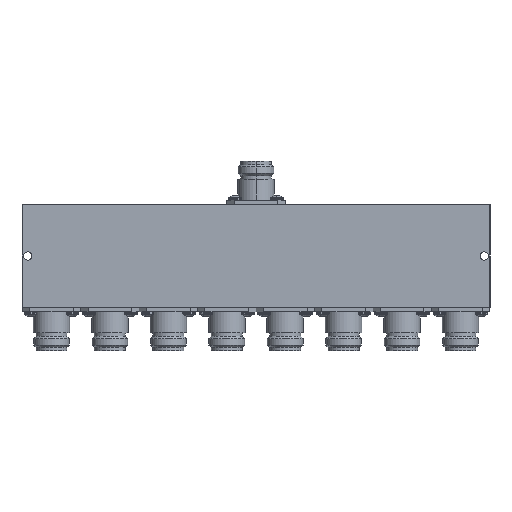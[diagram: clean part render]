
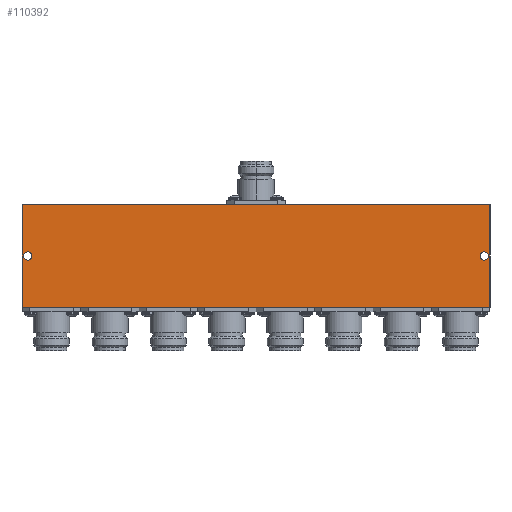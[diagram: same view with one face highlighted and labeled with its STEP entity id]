
A CAD part, front view. The second image highlights one B-rep face of the part: STEP entity #110392.
In plain terms, the highlighted planar face has unit normal (0, -1, 0).
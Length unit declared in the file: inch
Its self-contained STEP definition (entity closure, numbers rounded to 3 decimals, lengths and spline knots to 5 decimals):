
#1393 = ORIENTED_EDGE ( 'NONE', *, *, #24460, .F. ) ;
#1884 = DIRECTION ( 'NONE',  ( 0., 0., 1. ) ) ;
#2631 = LINE ( 'NONE', #83349, #72937 ) ;
#2763 = VERTEX_POINT ( 'NONE', #135573 ) ;
#5905 = FACE_BOUND ( 'NONE', #8798, .T. ) ;
#6255 = AXIS2_PLACEMENT_3D ( 'NONE', #109871, #39842, #86527 ) ;
#6969 = VERTEX_POINT ( 'NONE', #49144 ) ;
#7897 = CARTESIAN_POINT ( 'NONE',  ( -3.907, 0., -0.07 ) ) ;
#8798 = EDGE_LOOP ( 'NONE', ( #130917, #100500 ) ) ;
#9799 = DIRECTION ( 'NONE',  ( 0., 1., 0. ) ) ;
#14768 = AXIS2_PLACEMENT_3D ( 'NONE', #83314, #119394, #1884 ) ;
#23494 = EDGE_CURVE ( 'NONE', #75083, #30939, #65336, .T. ) ;
#24460 = EDGE_CURVE ( 'NONE', #6969, #31410, #35288, .T. ) ;
#26498 = EDGE_CURVE ( 'NONE', #2763, #94688, #63202, .T. ) ;
#30866 = EDGE_LOOP ( 'NONE', ( #137620, #96124 ) ) ;
#30939 = VERTEX_POINT ( 'NONE', #135009 ) ;
#31410 = VERTEX_POINT ( 'NONE', #87299 ) ;
#33263 = CIRCLE ( 'NONE', #126938, 0.07 ) ;
#35288 = LINE ( 'NONE', #72122, #55784 ) ;
#37261 = ORIENTED_EDGE ( 'NONE', *, *, #61555, .F. ) ;
#39842 = DIRECTION ( 'NONE',  ( 0., -1., 0. ) ) ;
#49144 = CARTESIAN_POINT ( 'NONE',  ( 4., 0., -0.875 ) ) ;
#49388 = DIRECTION ( 'NONE',  ( 0., 1., 0. ) ) ;
#51403 = CARTESIAN_POINT ( 'NONE',  ( -3.907, 0., 0. ) ) ;
#53257 = CARTESIAN_POINT ( 'NONE',  ( -4., 0., 0.875 ) ) ;
#53378 = FACE_OUTER_BOUND ( 'NONE', #130467, .T. ) ;
#55784 = VECTOR ( 'NONE', #60790, 39.37008 ) ;
#60739 = DIRECTION ( 'NONE',  ( 0., 0., -1. ) ) ;
#60790 = DIRECTION ( 'NONE',  ( -1., 0., 0. ) ) ;
#61555 = EDGE_CURVE ( 'NONE', #30939, #6969, #74266, .T. ) ;
#63202 = CIRCLE ( 'NONE', #125757, 0.07 ) ;
#65336 = LINE ( 'NONE', #53257, #117862 ) ;
#72122 = CARTESIAN_POINT ( 'NONE',  ( -4., 0., -0.875 ) ) ;
#72937 = VECTOR ( 'NONE', #129172, 39.37008 ) ;
#73901 = ORIENTED_EDGE ( 'NONE', *, *, #23494, .F. ) ;
#74266 = LINE ( 'NONE', #107422, #118930 ) ;
#74290 = EDGE_CURVE ( 'NONE', #31410, #75083, #2631, .T. ) ;
#74349 = VERTEX_POINT ( 'NONE', #7897 ) ;
#74486 = PLANE ( 'NONE',  #6255 ) ;
#75083 = VERTEX_POINT ( 'NONE', #132664 ) ;
#76046 = CARTESIAN_POINT ( 'NONE',  ( -3.907, 0., 0. ) ) ;
#78540 = AXIS2_PLACEMENT_3D ( 'NONE', #76046, #146700, #124955 ) ;
#80590 = DIRECTION ( 'NONE',  ( 0., 0., 1. ) ) ;
#80865 = VERTEX_POINT ( 'NONE', #83568 ) ;
#83314 = CARTESIAN_POINT ( 'NONE',  ( 3.907, 0., 0. ) ) ;
#83349 = CARTESIAN_POINT ( 'NONE',  ( -4., 0., 0.875 ) ) ;
#83568 = CARTESIAN_POINT ( 'NONE',  ( -3.907, 0., 0.07 ) ) ;
#85713 = CIRCLE ( 'NONE', #78540, 0.07 ) ;
#86405 = DIRECTION ( 'NONE',  ( 1., 0., 0. ) ) ;
#86527 = DIRECTION ( 'NONE',  ( 0., 0., -1. ) ) ;
#87299 = CARTESIAN_POINT ( 'NONE',  ( -4., 0., -0.875 ) ) ;
#89874 = EDGE_CURVE ( 'NONE', #80865, #74349, #33263, .T. ) ;
#90373 = CARTESIAN_POINT ( 'NONE',  ( 3.907, 0., 0. ) ) ;
#94688 = VERTEX_POINT ( 'NONE', #122250 ) ;
#96124 = ORIENTED_EDGE ( 'NONE', *, *, #96275, .T. ) ;
#96275 = EDGE_CURVE ( 'NONE', #94688, #2763, #132478, .T. ) ;
#100500 = ORIENTED_EDGE ( 'NONE', *, *, #89874, .T. ) ;
#107422 = CARTESIAN_POINT ( 'NONE',  ( 4., 0., 0.875 ) ) ;
#109871 = CARTESIAN_POINT ( 'NONE',  ( 0., 0., 0. ) ) ;
#110392 = ADVANCED_FACE ( 'NONE', ( #5905, #53378, #145179 ), #74486, .T. ) ;
#117413 = EDGE_CURVE ( 'NONE', #74349, #80865, #85713, .T. ) ;
#117862 = VECTOR ( 'NONE', #86405, 39.37008 ) ;
#118930 = VECTOR ( 'NONE', #60739, 39.37008 ) ;
#119394 = DIRECTION ( 'NONE',  ( 0., 1., 0. ) ) ;
#122250 = CARTESIAN_POINT ( 'NONE',  ( 3.907, 0., 0.07 ) ) ;
#124955 = DIRECTION ( 'NONE',  ( 0., 0., 1. ) ) ;
#125757 = AXIS2_PLACEMENT_3D ( 'NONE', #90373, #9799, #80590 ) ;
#126239 = ORIENTED_EDGE ( 'NONE', *, *, #74290, .F. ) ;
#126938 = AXIS2_PLACEMENT_3D ( 'NONE', #51403, #49388, #140500 ) ;
#129172 = DIRECTION ( 'NONE',  ( 0., 0., 1. ) ) ;
#130467 = EDGE_LOOP ( 'NONE', ( #37261, #73901, #126239, #1393 ) ) ;
#130917 = ORIENTED_EDGE ( 'NONE', *, *, #117413, .T. ) ;
#132478 = CIRCLE ( 'NONE', #14768, 0.07 ) ;
#132664 = CARTESIAN_POINT ( 'NONE',  ( -4., 0., 0.875 ) ) ;
#135009 = CARTESIAN_POINT ( 'NONE',  ( 4., 0., 0.875 ) ) ;
#135573 = CARTESIAN_POINT ( 'NONE',  ( 3.907, 0., -0.07 ) ) ;
#137620 = ORIENTED_EDGE ( 'NONE', *, *, #26498, .T. ) ;
#140500 = DIRECTION ( 'NONE',  ( 0., 0., 1. ) ) ;
#145179 = FACE_BOUND ( 'NONE', #30866, .T. ) ;
#146700 = DIRECTION ( 'NONE',  ( 0., 1., 0. ) ) ;
